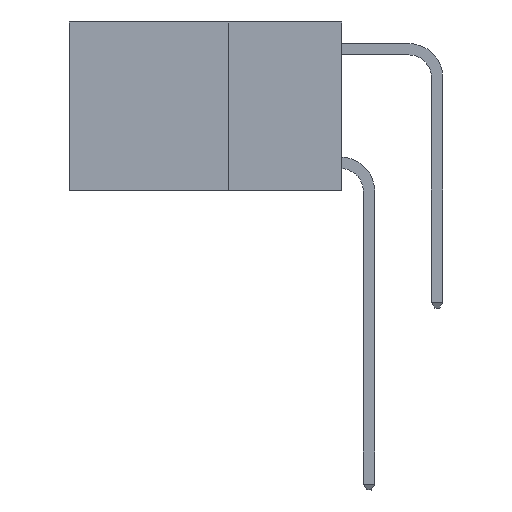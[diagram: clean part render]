
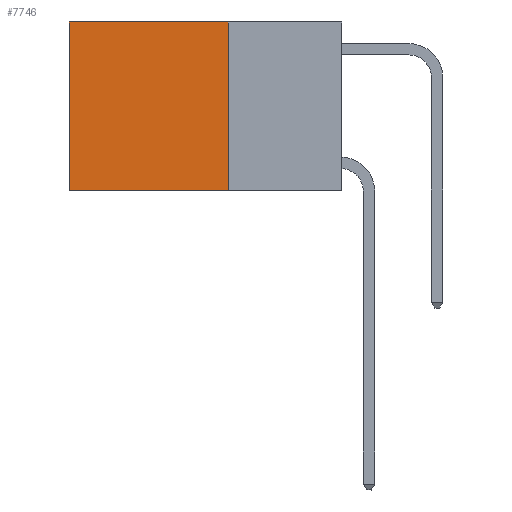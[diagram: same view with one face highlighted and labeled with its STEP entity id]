
A CAD part, left-side view. The second image highlights one B-rep face of the part: STEP entity #7746.
In plain terms, the highlighted planar face has unit normal (-1, 0, 0).
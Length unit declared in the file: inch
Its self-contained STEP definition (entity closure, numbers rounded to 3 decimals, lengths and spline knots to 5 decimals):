
#83 = DIRECTION ( 'NONE',  ( 0., 0., -1. ) ) ;
#288 = DIRECTION ( 'NONE',  ( 0., 0., -1. ) ) ;
#1195 = CARTESIAN_POINT ( 'NONE',  ( 0.2625, 0.25, 0. ) ) ;
#1666 = VERTEX_POINT ( 'NONE', #3918 ) ;
#2891 = ORIENTED_EDGE ( 'NONE', *, *, #5969, .F. ) ;
#3258 = CARTESIAN_POINT ( 'NONE',  ( 0.2625, 0.25, -0.37 ) ) ;
#3557 = AXIS2_PLACEMENT_3D ( 'NONE', #27168, #12319, #27256 ) ;
#3918 = CARTESIAN_POINT ( 'NONE',  ( 0.2625, 0.25, -0.37 ) ) ;
#4416 = VERTEX_POINT ( 'NONE', #25318 ) ;
#5730 = LINE ( 'NONE', #3258, #10145 ) ;
#5969 = EDGE_CURVE ( 'NONE', #12740, #1666, #15527, .T. ) ;
#6110 = ORIENTED_EDGE ( 'NONE', *, *, #13176, .F. ) ;
#6527 = VECTOR ( 'NONE', #83, 39.37008 ) ;
#7746 = ADVANCED_FACE ( 'NONE', ( #18829 ), #18767, .F. ) ;
#7819 = ORIENTED_EDGE ( 'NONE', *, *, #24227, .T. ) ;
#8947 = DIRECTION ( 'NONE',  ( 0., 1., 0. ) ) ;
#9121 = VECTOR ( 'NONE', #288, 39.37008 ) ;
#10145 = VECTOR ( 'NONE', #16204, 39.37008 ) ;
#12319 = DIRECTION ( 'NONE',  ( 1., 0., 0. ) ) ;
#12740 = VERTEX_POINT ( 'NONE', #1195 ) ;
#13176 = EDGE_CURVE ( 'NONE', #1666, #4416, #5730, .T. ) ;
#13340 = CARTESIAN_POINT ( 'NONE',  ( 0.2625, 0.25, 0. ) ) ;
#15208 = LINE ( 'NONE', #19705, #20288 ) ;
#15527 = LINE ( 'NONE', #13340, #9121 ) ;
#16204 = DIRECTION ( 'NONE',  ( 0., 1., 0. ) ) ;
#16956 = EDGE_LOOP ( 'NONE', ( #23799, #6110, #2891, #7819 ) ) ;
#18767 = PLANE ( 'NONE',  #3557 ) ;
#18829 = FACE_OUTER_BOUND ( 'NONE', #16956, .T. ) ;
#19705 = CARTESIAN_POINT ( 'NONE',  ( 0.2625, 0.25, 0. ) ) ;
#20288 = VECTOR ( 'NONE', #8947, 39.37008 ) ;
#21817 = VERTEX_POINT ( 'NONE', #22500 ) ;
#22067 = EDGE_CURVE ( 'NONE', #21817, #4416, #23686, .T. ) ;
#22500 = CARTESIAN_POINT ( 'NONE',  ( 0.2625, 0.6, 0. ) ) ;
#23686 = LINE ( 'NONE', #25868, #6527 ) ;
#23799 = ORIENTED_EDGE ( 'NONE', *, *, #22067, .T. ) ;
#24227 = EDGE_CURVE ( 'NONE', #12740, #21817, #15208, .T. ) ;
#25318 = CARTESIAN_POINT ( 'NONE',  ( 0.2625, 0.6, -0.37 ) ) ;
#25868 = CARTESIAN_POINT ( 'NONE',  ( 0.2625, 0.6, 0. ) ) ;
#27168 = CARTESIAN_POINT ( 'NONE',  ( 0.2625, 0.25, 0. ) ) ;
#27256 = DIRECTION ( 'NONE',  ( 0., 0., -1. ) ) ;
